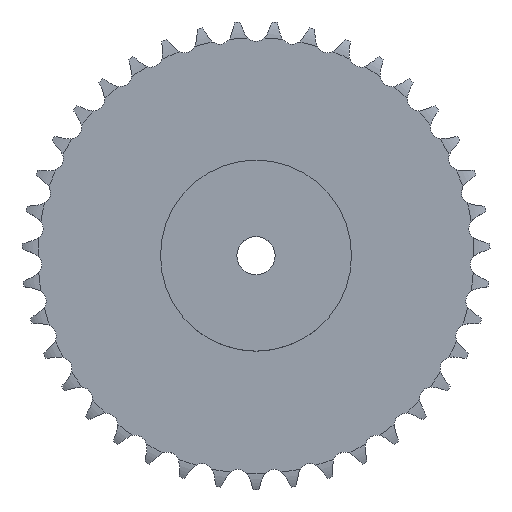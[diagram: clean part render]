
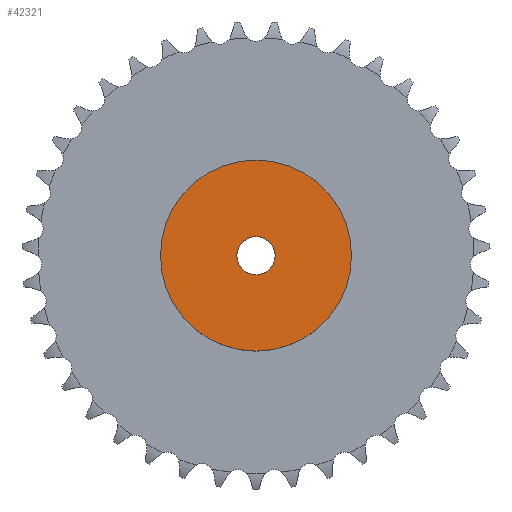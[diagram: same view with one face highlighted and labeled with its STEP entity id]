
A CAD part, top view. The second image highlights one B-rep face of the part: STEP entity #42321.
In plain terms, the highlighted planar face has unit normal (0, 0, 1).
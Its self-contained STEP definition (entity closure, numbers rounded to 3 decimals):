
#4803 = CYLINDRICAL_SURFACE('',#4804,50.);
#4804 = AXIS2_PLACEMENT_3D('',#4805,#4806,#4807);
#4805 = CARTESIAN_POINT('',(0.,0.,0.));
#4806 = DIRECTION('',(-0.,-0.,-1.));
#4807 = DIRECTION('',(1.,0.,0.));
#26632 = VERTEX_POINT('',#26633);
#26633 = CARTESIAN_POINT('',(50.,0.,40.));
#26654 = EDGE_CURVE('',#26632,#26632,#26655,.T.);
#26655 = SURFACE_CURVE('',#26656,(#26661,#26668),.PCURVE_S1.);
#26656 = CIRCLE('',#26657,50.);
#26657 = AXIS2_PLACEMENT_3D('',#26658,#26659,#26660);
#26658 = CARTESIAN_POINT('',(0.,0.,40.));
#26659 = DIRECTION('',(0.,0.,1.));
#26660 = DIRECTION('',(1.,0.,0.));
#26661 = PCURVE('',#4803,#26662);
#26662 = DEFINITIONAL_REPRESENTATION('',(#26663),#26667);
#26663 = LINE('',#26664,#26665);
#26664 = CARTESIAN_POINT('',(-0.,-40.));
#26665 = VECTOR('',#26666,1.);
#26666 = DIRECTION('',(-1.,0.));
#26667 = ( GEOMETRIC_REPRESENTATION_CONTEXT(2) 
PARAMETRIC_REPRESENTATION_CONTEXT() REPRESENTATION_CONTEXT('2D SPACE',''
  ) );
#26668 = PCURVE('',#26669,#26674);
#26669 = PLANE('',#26670);
#26670 = AXIS2_PLACEMENT_3D('',#26671,#26672,#26673);
#26671 = CARTESIAN_POINT('',(0.,0.,40.)
  );
#26672 = DIRECTION('',(0.,0.,1.));
#26673 = DIRECTION('',(1.,0.,0.));
#26674 = DEFINITIONAL_REPRESENTATION('',(#26675),#26679);
#26675 = CIRCLE('',#26676,50.);
#26676 = AXIS2_PLACEMENT_2D('',#26677,#26678);
#26677 = CARTESIAN_POINT('',(0.,0.));
#26678 = DIRECTION('',(1.,0.));
#26679 = ( GEOMETRIC_REPRESENTATION_CONTEXT(2) 
PARAMETRIC_REPRESENTATION_CONTEXT() REPRESENTATION_CONTEXT('2D SPACE',''
  ) );
#35888 = CYLINDRICAL_SURFACE('',#35889,10.);
#35889 = AXIS2_PLACEMENT_3D('',#35890,#35891,#35892);
#35890 = CARTESIAN_POINT('',(0.,0.,366.892));
#35891 = DIRECTION('',(0.,0.,1.));
#35892 = DIRECTION('',(1.,0.,0.));
#42321 = ADVANCED_FACE('',(#42322,#42325),#26669,.T.);
#42322 = FACE_BOUND('',#42323,.T.);
#42323 = EDGE_LOOP('',(#42324));
#42324 = ORIENTED_EDGE('',*,*,#26654,.T.);
#42325 = FACE_BOUND('',#42326,.T.);
#42326 = EDGE_LOOP('',(#42327));
#42327 = ORIENTED_EDGE('',*,*,#42328,.F.);
#42328 = EDGE_CURVE('',#42329,#42329,#42331,.T.);
#42329 = VERTEX_POINT('',#42330);
#42330 = CARTESIAN_POINT('',(10.,0.,40.));
#42331 = SURFACE_CURVE('',#42332,(#42337,#42344),.PCURVE_S1.);
#42332 = CIRCLE('',#42333,10.);
#42333 = AXIS2_PLACEMENT_3D('',#42334,#42335,#42336);
#42334 = CARTESIAN_POINT('',(0.,0.,40.));
#42335 = DIRECTION('',(0.,0.,1.));
#42336 = DIRECTION('',(1.,0.,0.));
#42337 = PCURVE('',#26669,#42338);
#42338 = DEFINITIONAL_REPRESENTATION('',(#42339),#42343);
#42339 = CIRCLE('',#42340,10.);
#42340 = AXIS2_PLACEMENT_2D('',#42341,#42342);
#42341 = CARTESIAN_POINT('',(0.,0.));
#42342 = DIRECTION('',(1.,0.));
#42343 = ( GEOMETRIC_REPRESENTATION_CONTEXT(2) 
PARAMETRIC_REPRESENTATION_CONTEXT() REPRESENTATION_CONTEXT('2D SPACE',''
  ) );
#42344 = PCURVE('',#35888,#42345);
#42345 = DEFINITIONAL_REPRESENTATION('',(#42346),#42350);
#42346 = LINE('',#42347,#42348);
#42347 = CARTESIAN_POINT('',(0.,-326.892));
#42348 = VECTOR('',#42349,1.);
#42349 = DIRECTION('',(1.,0.));
#42350 = ( GEOMETRIC_REPRESENTATION_CONTEXT(2) 
PARAMETRIC_REPRESENTATION_CONTEXT() REPRESENTATION_CONTEXT('2D SPACE',''
  ) );
